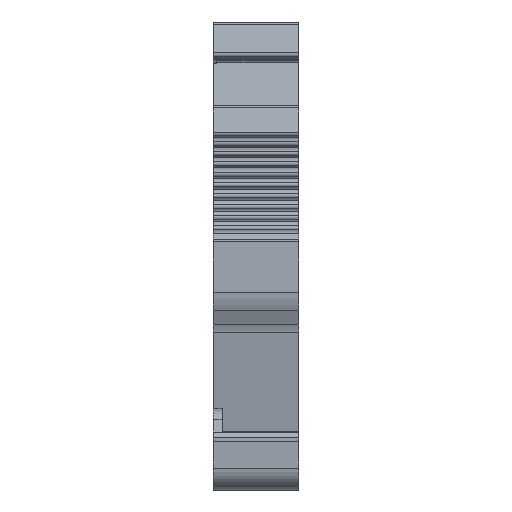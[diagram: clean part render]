
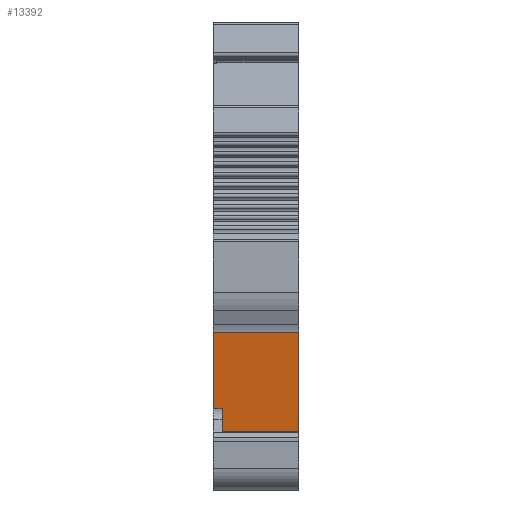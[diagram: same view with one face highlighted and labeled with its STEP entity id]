
A CAD part, left-side view. The second image highlights one B-rep face of the part: STEP entity #13392.
In plain terms, the highlighted planar face has unit normal (-0.986, 0, -0.168).
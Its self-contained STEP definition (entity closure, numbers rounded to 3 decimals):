
#1846=ORIENTED_EDGE('',*,*,#4483,.T.);
#1847=ORIENTED_EDGE('',*,*,#4384,.F.);
#1848=ORIENTED_EDGE('',*,*,#4572,.T.);
#1849=ORIENTED_EDGE('',*,*,#4319,.F.);
#1850=ORIENTED_EDGE('',*,*,#4573,.F.);
#1851=ORIENTED_EDGE('',*,*,#4022,.F.);
#4022=EDGE_CURVE('',#5460,#5461,#6453,.T.);
#4319=EDGE_CURVE('',#5749,#5750,#6561,.T.);
#4384=EDGE_CURVE('',#5806,#5800,#6585,.T.);
#4483=EDGE_CURVE('',#5460,#5800,#6665,.T.);
#4572=EDGE_CURVE('',#5806,#5750,#6710,.T.);
#4573=EDGE_CURVE('',#5461,#5749,#6711,.T.);
#5460=VERTEX_POINT('',#17916);
#5461=VERTEX_POINT('',#17918);
#5749=VERTEX_POINT('',#18503);
#5750=VERTEX_POINT('',#18505);
#5800=VERTEX_POINT('',#18817);
#5806=VERTEX_POINT('',#18828);
#6453=LINE('',#17917,#7448);
#6561=LINE('',#18504,#7556);
#6585=LINE('',#18829,#7580);
#6665=LINE('',#19044,#7660);
#6710=LINE('',#19610,#7705);
#6711=LINE('',#19612,#7706);
#7448=VECTOR('',#15083,1000.);
#7556=VECTOR('',#15571,1000.);
#7580=VECTOR('',#15655,1000.);
#7660=VECTOR('',#15849,1000.);
#7705=VECTOR('',#15984,1000.);
#7706=VECTOR('',#15987,1000.);
#8372=EDGE_LOOP('',(#1846,#1847,#1848,#1849,#1850,#1851));
#8903=FACE_BOUND('',#8372,.T.);
#9384=PLANE('',#14199);
#13392=ADVANCED_FACE('',(#8903),#9384,.F.);
#14199=AXIS2_PLACEMENT_3D('',#19611,#15985,#15986);
#15083=DIRECTION('',(-0.168,0.,0.986));
#15571=DIRECTION('',(0.168,0.,-0.986));
#15655=DIRECTION('',(-0.168,0.,0.986));
#15849=DIRECTION('',(0.,-1.,0.));
#15984=DIRECTION('',(0.,-1.,0.));
#15985=DIRECTION('',(0.986,0.,0.168));
#15986=DIRECTION('',(0.168,0.,-0.986));
#15987=DIRECTION('',(0.,-1.,0.));
#17916=CARTESIAN_POINT('',(-28.65,4.1,-10.563));
#17917=CARTESIAN_POINT('',(-28.65,4.1,-10.563));
#17918=CARTESIAN_POINT('',(-29.844,4.1,-3.557));
#18503=CARTESIAN_POINT('',(-29.844,-3.7,-3.557));
#18504=CARTESIAN_POINT('',(-28.65,-3.7,-10.563));
#18505=CARTESIAN_POINT('',(-27.853,-3.7,-15.244));
#18817=CARTESIAN_POINT('',(-28.65,3.3,-10.563));
#18828=CARTESIAN_POINT('',(-27.853,3.3,-15.244));
#18829=CARTESIAN_POINT('',(-27.853,3.3,-15.244));
#19044=CARTESIAN_POINT('',(-28.65,88.697,-10.563));
#19610=CARTESIAN_POINT('',(-27.853,3.3,-15.244));
#19611=CARTESIAN_POINT('',(-28.65,88.697,-10.563));
#19612=CARTESIAN_POINT('',(-29.844,88.697,-3.557));
